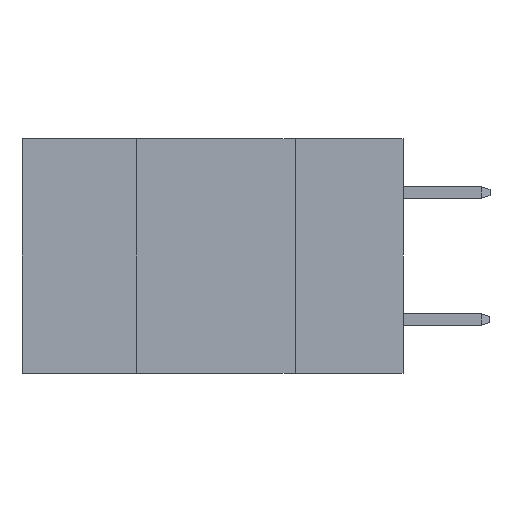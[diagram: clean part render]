
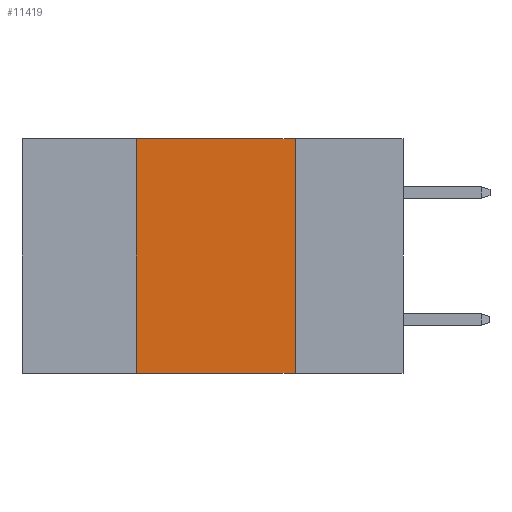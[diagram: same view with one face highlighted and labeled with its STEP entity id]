
A CAD part, left-side view. The second image highlights one B-rep face of the part: STEP entity #11419.
In plain terms, the highlighted planar face has unit normal (-1, 0, 0).
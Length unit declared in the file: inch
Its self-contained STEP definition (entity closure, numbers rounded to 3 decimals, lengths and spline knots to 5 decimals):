
#200 = CARTESIAN_POINT ( 'NONE',  ( 0., 0.42, 0. ) ) ;
#824 = CARTESIAN_POINT ( 'NONE',  ( 0., 0.6, -0.37 ) ) ;
#1075 = DIRECTION ( 'NONE',  ( 0., 0., -1. ) ) ;
#1238 = LINE ( 'NONE', #2430, #8361 ) ;
#1377 = DIRECTION ( 'NONE',  ( 0., 0., -1. ) ) ;
#1972 = DIRECTION ( 'NONE',  ( 0., 0., 1. ) ) ;
#2430 = CARTESIAN_POINT ( 'NONE',  ( 0., 0.6, 0. ) ) ;
#2512 = CARTESIAN_POINT ( 'NONE',  ( 0., 0.17, -0.37 ) ) ;
#2862 = EDGE_LOOP ( 'NONE', ( #6128, #3158, #7252, #10211 ) ) ;
#2985 = EDGE_CURVE ( 'NONE', #5743, #4462, #7634, .T. ) ;
#3067 = CARTESIAN_POINT ( 'NONE',  ( 0., 0.17, 0. ) ) ;
#3158 = ORIENTED_EDGE ( 'NONE', *, *, #3579, .F. ) ;
#3447 = DIRECTION ( 'NONE',  ( 0., -1., 0. ) ) ;
#3579 = EDGE_CURVE ( 'NONE', #5610, #5743, #1238, .T. ) ;
#3955 = AXIS2_PLACEMENT_3D ( 'NONE', #7869, #6991, #1377 ) ;
#4114 = PLANE ( 'NONE',  #3955 ) ;
#4462 = VERTEX_POINT ( 'NONE', #2512 ) ;
#4493 = LINE ( 'NONE', #824, #5062 ) ;
#4998 = VECTOR ( 'NONE', #1972, 39.37008 ) ;
#5029 = FACE_OUTER_BOUND ( 'NONE', #2862, .T. ) ;
#5062 = VECTOR ( 'NONE', #3447, 39.37008 ) ;
#5610 = VERTEX_POINT ( 'NONE', #6358 ) ;
#5640 = VECTOR ( 'NONE', #1075, 39.37008 ) ;
#5678 = CARTESIAN_POINT ( 'NONE',  ( 0., 0.17, 0. ) ) ;
#5700 = EDGE_CURVE ( 'NONE', #5827, #5610, #7530, .T. ) ;
#5743 = VERTEX_POINT ( 'NONE', #5678 ) ;
#5827 = VERTEX_POINT ( 'NONE', #8748 ) ;
#6128 = ORIENTED_EDGE ( 'NONE', *, *, #2985, .F. ) ;
#6358 = CARTESIAN_POINT ( 'NONE',  ( 0., 0.42, 0. ) ) ;
#6991 = DIRECTION ( 'NONE',  ( 1., 0., 0. ) ) ;
#7038 = EDGE_CURVE ( 'NONE', #5827, #4462, #4493, .T. ) ;
#7111 = DIRECTION ( 'NONE',  ( 0., -1., 0. ) ) ;
#7252 = ORIENTED_EDGE ( 'NONE', *, *, #5700, .F. ) ;
#7530 = LINE ( 'NONE', #200, #4998 ) ;
#7634 = LINE ( 'NONE', #3067, #5640 ) ;
#7869 = CARTESIAN_POINT ( 'NONE',  ( 0., 0.6, 0. ) ) ;
#8361 = VECTOR ( 'NONE', #7111, 39.37008 ) ;
#8748 = CARTESIAN_POINT ( 'NONE',  ( 0., 0.42, -0.37 ) ) ;
#10211 = ORIENTED_EDGE ( 'NONE', *, *, #7038, .T. ) ;
#11419 = ADVANCED_FACE ( 'NONE', ( #5029 ), #4114, .F. ) ;
